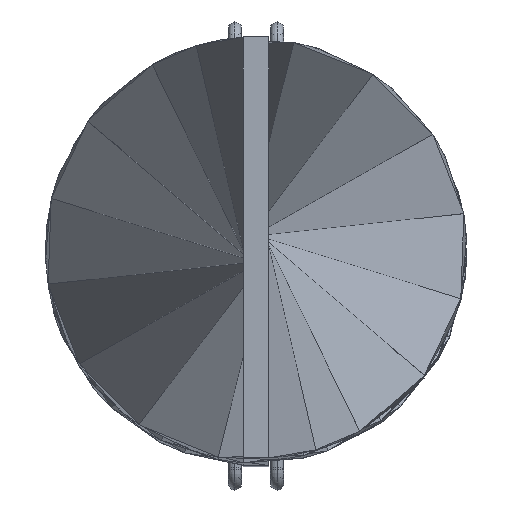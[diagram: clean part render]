
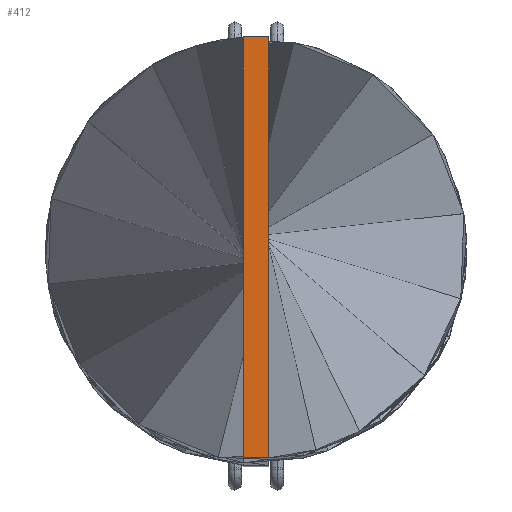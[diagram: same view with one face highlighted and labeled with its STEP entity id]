
A CAD part, top view. The second image highlights one B-rep face of the part: STEP entity #412.
In plain terms, the highlighted planar face has unit normal (0, 0, 1).
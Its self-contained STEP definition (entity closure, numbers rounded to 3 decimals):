
#130 = FACE_OUTER_BOUND ( 'NONE', #696, .T. ) ;
#217 = CARTESIAN_POINT ( 'NONE',  ( -0.75, 12.5, 300. ) ) ;
#225 = VECTOR ( 'NONE', #2494, 1000. ) ;
#291 = DIRECTION ( 'NONE',  ( -1., 0., 0. ) ) ;
#399 = ORIENTED_EDGE ( 'NONE', *, *, #4678, .T. ) ;
#412 = ADVANCED_FACE ( 'NONE', ( #130 ), #3134, .T. ) ;
#528 = DIRECTION ( 'NONE',  ( 0., 1., 0. ) ) ;
#586 = VERTEX_POINT ( 'NONE', #1232 ) ;
#593 = CARTESIAN_POINT ( 'NONE',  ( -0.75, -12.5, 300. ) ) ;
#612 = VERTEX_POINT ( 'NONE', #2160 ) ;
#696 = EDGE_LOOP ( 'NONE', ( #942, #3133, #399, #715 ) ) ;
#715 = ORIENTED_EDGE ( 'NONE', *, *, #3513, .T. ) ;
#764 = VECTOR ( 'NONE', #528, 1000. ) ;
#816 = AXIS2_PLACEMENT_3D ( 'NONE', #4572, #3786, #4495 ) ;
#874 = EDGE_CURVE ( 'NONE', #3164, #586, #2056, .T. ) ;
#942 = ORIENTED_EDGE ( 'NONE', *, *, #4506, .T. ) ;
#1005 = VECTOR ( 'NONE', #291, 1000. ) ;
#1232 = CARTESIAN_POINT ( 'NONE',  ( -0.75, -12.5, 300. ) ) ;
#1687 = LINE ( 'NONE', #3155, #764 ) ;
#1691 = LINE ( 'NONE', #2134, #1005 ) ;
#2056 = LINE ( 'NONE', #217, #225 ) ;
#2134 = CARTESIAN_POINT ( 'NONE',  ( 0.75, 12.5, 300. ) ) ;
#2160 = CARTESIAN_POINT ( 'NONE',  ( 0.75, 12.5, 300. ) ) ;
#2494 = DIRECTION ( 'NONE',  ( 0., -1., 0. ) ) ;
#2586 = LINE ( 'NONE', #593, #4316 ) ;
#2967 = VERTEX_POINT ( 'NONE', #3452 ) ;
#3133 = ORIENTED_EDGE ( 'NONE', *, *, #874, .T. ) ;
#3134 = PLANE ( 'NONE',  #816 ) ;
#3155 = CARTESIAN_POINT ( 'NONE',  ( 0.75, -12.5, 300. ) ) ;
#3164 = VERTEX_POINT ( 'NONE', #3869 ) ;
#3452 = CARTESIAN_POINT ( 'NONE',  ( 0.75, -12.5, 300. ) ) ;
#3513 = EDGE_CURVE ( 'NONE', #2967, #612, #1687, .T. ) ;
#3564 = DIRECTION ( 'NONE',  ( 1., 0., 0. ) ) ;
#3786 = DIRECTION ( 'NONE',  ( 0., 0., 1. ) ) ;
#3869 = CARTESIAN_POINT ( 'NONE',  ( -0.75, 12.5, 300. ) ) ;
#4316 = VECTOR ( 'NONE', #3564, 1000. ) ;
#4495 = DIRECTION ( 'NONE',  ( 1., 0., 0. ) ) ;
#4506 = EDGE_CURVE ( 'NONE', #612, #3164, #1691, .T. ) ;
#4572 = CARTESIAN_POINT ( 'NONE',  ( 0., 0., 300. ) ) ;
#4678 = EDGE_CURVE ( 'NONE', #586, #2967, #2586, .T. ) ;
